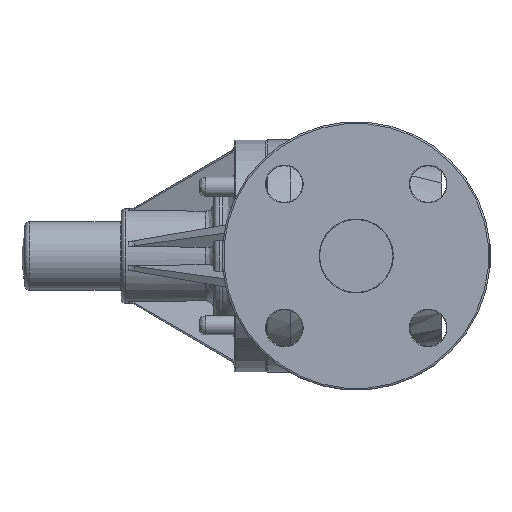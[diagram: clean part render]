
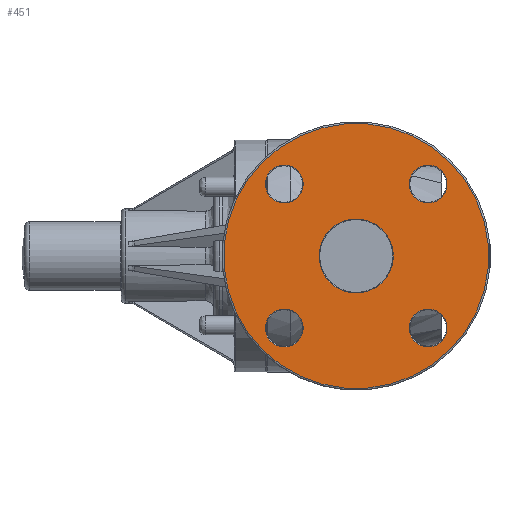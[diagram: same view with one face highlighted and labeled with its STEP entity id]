
A CAD part, left-side view. The second image highlights one B-rep face of the part: STEP entity #451.
In plain terms, the highlighted planar face has unit normal (-1, 0, 0).
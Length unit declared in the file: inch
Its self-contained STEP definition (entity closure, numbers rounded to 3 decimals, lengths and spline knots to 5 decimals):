
#373=CARTESIAN_POINT('',(-3.915,3.0852,1.6122));
#374=VERTEX_POINT('',#373);
#375=CARTESIAN_POINT('',(-3.915,1.473,0.));
#376=DIRECTION('',(1.0,0.0,0.0));
#377=DIRECTION('',(0.0,-0.707,-0.707));
#378=AXIS2_PLACEMENT_3D('',#375,#376,#377);
#379=CIRCLE('',#378,2.28);
#380=EDGE_CURVE('',#374,#374,#379,.T.);
#388=CARTESIAN_POINT('',(-3.915,2.51156,1.03856));
#389=DIRECTION('',(-1.0,0.0,0.0));
#390=DIRECTION('',(0.0,-0.707,0.707));
#391=AXIS2_PLACEMENT_3D('',#388,#389,#390);
#392=PLANE('',#391);
#393=ORIENTED_EDGE('',*,*,#380,.F.);
#394=EDGE_LOOP('',(#393));
#395=FACE_OUTER_BOUND('',#394,.T.);
#396=CARTESIAN_POINT('',(-3.915,0.00575,-1.00763));
#397=VERTEX_POINT('',#396);
#398=CARTESIAN_POINT('',(-3.915,0.23556,-1.23744));
#399=DIRECTION('',(-1.0,0.0,0.0));
#400=DIRECTION('',(0.0,0.707,-0.707));
#401=AXIS2_PLACEMENT_3D('',#398,#399,#400);
#402=CIRCLE('',#401,0.325);
#403=EDGE_CURVE('',#397,#397,#402,.T.);
#404=ORIENTED_EDGE('',*,*,#403,.F.);
#405=EDGE_LOOP('',(#404));
#406=FACE_BOUND('',#405,.T.);
#407=CARTESIAN_POINT('',(-3.915,2.48063,-1.46725));
#408=VERTEX_POINT('',#407);
#409=CARTESIAN_POINT('',(-3.915,2.71044,-1.23744));
#410=DIRECTION('',(-1.0,0.0,0.0));
#411=DIRECTION('',(0.0,0.707,0.707));
#412=AXIS2_PLACEMENT_3D('',#409,#410,#411);
#413=CIRCLE('',#412,0.325);
#414=EDGE_CURVE('',#408,#408,#413,.T.);
#415=ORIENTED_EDGE('',*,*,#414,.F.);
#416=EDGE_LOOP('',(#415));
#417=FACE_BOUND('',#416,.T.);
#418=CARTESIAN_POINT('',(-3.915,2.94025,1.00763));
#419=VERTEX_POINT('',#418);
#420=CARTESIAN_POINT('',(-3.915,2.71044,1.23744));
#421=DIRECTION('',(-1.0,0.0,0.0));
#422=DIRECTION('',(0.0,-0.707,0.707));
#423=AXIS2_PLACEMENT_3D('',#420,#421,#422);
#424=CIRCLE('',#423,0.325);
#425=EDGE_CURVE('',#419,#419,#424,.T.);
#426=ORIENTED_EDGE('',*,*,#425,.F.);
#427=EDGE_LOOP('',(#426));
#428=FACE_BOUND('',#427,.T.);
#429=CARTESIAN_POINT('',(-3.915,1.92378,0.45078));
#430=VERTEX_POINT('',#429);
#431=CARTESIAN_POINT('',(-3.915,1.473,0.));
#432=DIRECTION('',(-1.0,0.0,0.0));
#433=DIRECTION('',(0.0,-0.707,-0.707));
#434=AXIS2_PLACEMENT_3D('',#431,#432,#433);
#435=CIRCLE('',#434,0.6375);
#436=EDGE_CURVE('',#430,#430,#435,.T.);
#437=ORIENTED_EDGE('',*,*,#436,.F.);
#438=EDGE_LOOP('',(#437));
#439=FACE_BOUND('',#438,.T.);
#440=CARTESIAN_POINT('',(-3.915,0.46537,1.46725));
#441=VERTEX_POINT('',#440);
#442=CARTESIAN_POINT('',(-3.915,0.23556,1.23744));
#443=DIRECTION('',(-1.0,0.0,0.0));
#444=DIRECTION('',(0.0,-0.707,-0.707));
#445=AXIS2_PLACEMENT_3D('',#442,#443,#444);
#446=CIRCLE('',#445,0.325);
#447=EDGE_CURVE('',#441,#441,#446,.T.);
#448=ORIENTED_EDGE('',*,*,#447,.F.);
#449=EDGE_LOOP('',(#448));
#450=FACE_BOUND('',#449,.T.);
#451=ADVANCED_FACE('',(#395,#406,#417,#428,#439,#450),#392,.T.);
